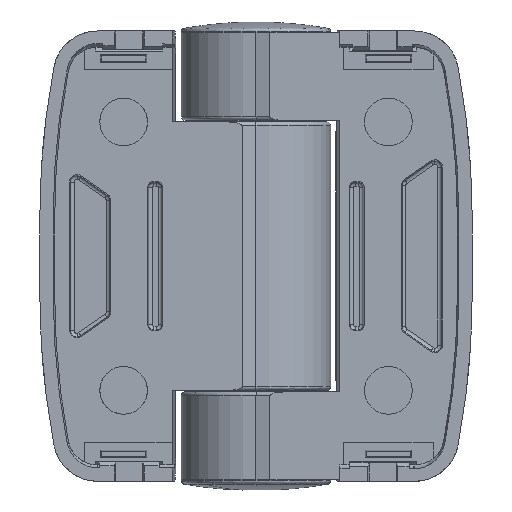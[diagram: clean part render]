
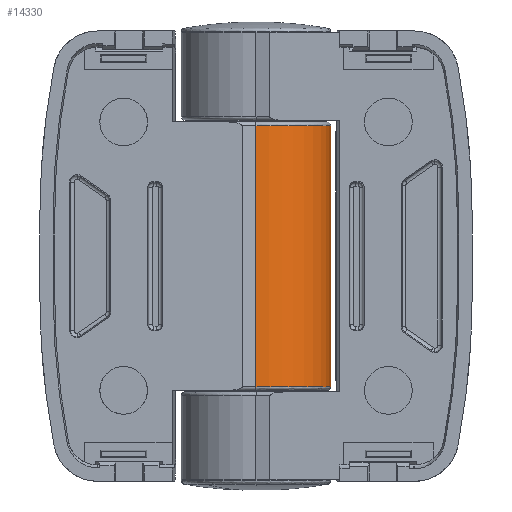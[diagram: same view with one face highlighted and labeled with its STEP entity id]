
A CAD part, front view. The second image highlights one B-rep face of the part: STEP entity #14330.
In plain terms, the highlighted cylindrical face has radius 10 mm (diameter 20 mm), a partial arc.
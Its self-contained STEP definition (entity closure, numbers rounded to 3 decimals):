
#285 = FACE_OUTER_BOUND ( 'NONE', #23075, .T. ) ;
#519 = EDGE_CURVE ( 'NONE', #17654, #19891, #6506, .T. ) ;
#637 = CARTESIAN_POINT ( 'NONE',  ( 10., 0., -17.5 ) ) ;
#1097 = ORIENTED_EDGE ( 'NONE', *, *, #24149, .T. ) ;
#1154 = CIRCLE ( 'NONE', #20945, 10. ) ;
#1170 = CARTESIAN_POINT ( 'NONE',  ( 0., 0., -30. ) ) ;
#1508 = CIRCLE ( 'NONE', #18942, 10. ) ;
#1605 = DIRECTION ( 'NONE',  ( 0., 0., -1. ) ) ;
#2340 = CARTESIAN_POINT ( 'NONE',  ( 0., 0., -17.5 ) ) ;
#2482 = ORIENTED_EDGE ( 'NONE', *, *, #2984, .T. ) ;
#2984 = EDGE_CURVE ( 'NONE', #19873, #13646, #1154, .T. ) ;
#3170 = VERTEX_POINT ( 'NONE', #21785 ) ;
#3876 = CARTESIAN_POINT ( 'NONE',  ( -10., -0.034, 17.185 ) ) ;
#4472 = ORIENTED_EDGE ( 'NONE', *, *, #519, .T. ) ;
#4477 = DIRECTION ( 'NONE',  ( 0., 0., -1. ) ) ;
#6014 = DIRECTION ( 'NONE',  ( 0., -1., 0. ) ) ;
#6488 = CARTESIAN_POINT ( 'NONE',  ( -10., -0.051, 17.5 ) ) ;
#6506 = B_SPLINE_CURVE_WITH_KNOTS ( 'NONE', 3,
 ( #6611, #19665, #14070, #17736, #6537 ),
 .UNSPECIFIED., .F., .F.,
 ( 4, 1, 4 ),
 ( 0., 0.5, 1. ),
 .UNSPECIFIED. ) ;
#6537 = CARTESIAN_POINT ( 'NONE',  ( -10., 0., 16.556 ) ) ;
#6611 = CARTESIAN_POINT ( 'NONE',  ( -10., 0., -16.556 ) ) ;
#7523 = CARTESIAN_POINT ( 'NONE',  ( -10., -0.051, -17.5 ) ) ;
#7536 = VERTEX_POINT ( 'NONE', #15425 ) ;
#8310 = AXIS2_PLACEMENT_3D ( 'NONE', #14585, #4477, #8667 ) ;
#8667 = DIRECTION ( 'NONE',  ( 0., -1., 0. ) ) ;
#9014 = ORIENTED_EDGE ( 'NONE', *, *, #21417, .T. ) ;
#9092 = CARTESIAN_POINT ( 'NONE',  ( -10., -0.017, -16.871 ) ) ;
#9231 = AXIS2_PLACEMENT_3D ( 'NONE', #1170, #12654, #14512 ) ;
#9360 = CIRCLE ( 'NONE', #8310, 10. ) ;
#9591 = CIRCLE ( 'NONE', #13142, 10. ) ;
#10052 = VERTEX_POINT ( 'NONE', #637 ) ;
#10405 = EDGE_CURVE ( 'NONE', #19891, #19873, #15366, .T. ) ;
#11276 = CARTESIAN_POINT ( 'NONE',  ( 0., -10., -30. ) ) ;
#11381 = CARTESIAN_POINT ( 'NONE',  ( -10., 0., 16.556 ) ) ;
#11855 = CARTESIAN_POINT ( 'NONE',  ( 0., 0., -17.5 ) ) ;
#12313 = CIRCLE ( 'NONE', #14034, 10. ) ;
#12654 = DIRECTION ( 'NONE',  ( 0., 0., 1. ) ) ;
#13142 = AXIS2_PLACEMENT_3D ( 'NONE', #2340, #23174, #21282 ) ;
#13579 = CARTESIAN_POINT ( 'NONE',  ( 0., 0., 17.5 ) ) ;
#13646 = VERTEX_POINT ( 'NONE', #21681 ) ;
#13680 = DIRECTION ( 'NONE',  ( 0., -1., 0. ) ) ;
#13743 = VECTOR ( 'NONE', #1605, 1000. ) ;
#14034 = AXIS2_PLACEMENT_3D ( 'NONE', #11855, #23269, #6014 ) ;
#14070 = CARTESIAN_POINT ( 'NONE',  ( -9.981, 0.582, 0. ) ) ;
#14330 = ADVANCED_FACE ( 'NONE', ( #285 ), #19016, .T. ) ;
#14512 = DIRECTION ( 'NONE',  ( 0., -1., 0. ) ) ;
#14585 = CARTESIAN_POINT ( 'NONE',  ( 0., 0., 17.5 ) ) ;
#15104 = CARTESIAN_POINT ( 'NONE',  ( 0., -10., 17.5 ) ) ;
#15223 = CARTESIAN_POINT ( 'NONE',  ( -10., -0.017, 16.871 ) ) ;
#15239 = VERTEX_POINT ( 'NONE', #16679 ) ;
#15366 = B_SPLINE_CURVE_WITH_KNOTS ( 'NONE', 3,
 ( #11381, #15223, #3876, #19070 ),
 .UNSPECIFIED., .F., .F.,
 ( 4, 4 ),
 ( 0., 1. ),
 .UNSPECIFIED. ) ;
#15425 = CARTESIAN_POINT ( 'NONE',  ( -10., -0.051, -17.5 ) ) ;
#16133 = ORIENTED_EDGE ( 'NONE', *, *, #10405, .T. ) ;
#16435 = EDGE_CURVE ( 'NONE', #3170, #7536, #12313, .T. ) ;
#16679 = CARTESIAN_POINT ( 'NONE',  ( 0., -10., -17.5 ) ) ;
#16901 = EDGE_CURVE ( 'NONE', #13646, #20069, #9360, .T. ) ;
#17103 = CARTESIAN_POINT ( 'NONE',  ( -10., 0., -16.556 ) ) ;
#17620 = ORIENTED_EDGE ( 'NONE', *, *, #16435, .T. ) ;
#17654 = VERTEX_POINT ( 'NONE', #17103 ) ;
#17736 = CARTESIAN_POINT ( 'NONE',  ( -10., 0.291, 11.037 ) ) ;
#17765 = CARTESIAN_POINT ( 'NONE',  ( -10., 0., 16.556 ) ) ;
#17813 = DIRECTION ( 'NONE',  ( 0., -1., 0. ) ) ;
#18028 = B_SPLINE_CURVE_WITH_KNOTS ( 'NONE', 3,
 ( #7523, #18823, #9092, #22393 ),
 .UNSPECIFIED., .F., .F.,
 ( 4, 4 ),
 ( 0., 1. ),
 .UNSPECIFIED. ) ;
#18823 = CARTESIAN_POINT ( 'NONE',  ( -10., -0.034, -17.185 ) ) ;
#18942 = AXIS2_PLACEMENT_3D ( 'NONE', #23090, #21113, #13680 ) ;
#19016 = CYLINDRICAL_SURFACE ( 'NONE', #9231, 10. ) ;
#19070 = CARTESIAN_POINT ( 'NONE',  ( -10., -0.051, 17.5 ) ) ;
#19149 = EDGE_CURVE ( 'NONE', #7536, #17654, #18028, .T. ) ;
#19425 = LINE ( 'NONE', #11276, #13743 ) ;
#19665 = CARTESIAN_POINT ( 'NONE',  ( -10., 0.291, -11.037 ) ) ;
#19873 = VERTEX_POINT ( 'NONE', #6488 ) ;
#19891 = VERTEX_POINT ( 'NONE', #17765 ) ;
#20069 = VERTEX_POINT ( 'NONE', #15104 ) ;
#20443 = ORIENTED_EDGE ( 'NONE', *, *, #24234, .T. ) ;
#20945 = AXIS2_PLACEMENT_3D ( 'NONE', #13579, #21246, #17813 ) ;
#20988 = ORIENTED_EDGE ( 'NONE', *, *, #19149, .T. ) ;
#21113 = DIRECTION ( 'NONE',  ( 0., 0., 1. ) ) ;
#21246 = DIRECTION ( 'NONE',  ( 0., 0., -1. ) ) ;
#21282 = DIRECTION ( 'NONE',  ( 0., -1., 0. ) ) ;
#21417 = EDGE_CURVE ( 'NONE', #10052, #3170, #1508, .T. ) ;
#21681 = CARTESIAN_POINT ( 'NONE',  ( -10., 0., 17.5 ) ) ;
#21785 = CARTESIAN_POINT ( 'NONE',  ( -10., 0., -17.5 ) ) ;
#22393 = CARTESIAN_POINT ( 'NONE',  ( -10., 0., -16.556 ) ) ;
#23075 = EDGE_LOOP ( 'NONE', ( #4472, #16133, #2482, #23599, #1097, #20443, #9014, #17620, #20988 ) ) ;
#23090 = CARTESIAN_POINT ( 'NONE',  ( 0., 0., -17.5 ) ) ;
#23174 = DIRECTION ( 'NONE',  ( 0., 0., 1. ) ) ;
#23269 = DIRECTION ( 'NONE',  ( 0., 0., 1. ) ) ;
#23599 = ORIENTED_EDGE ( 'NONE', *, *, #16901, .T. ) ;
#24149 = EDGE_CURVE ( 'NONE', #20069, #15239, #19425, .T. ) ;
#24234 = EDGE_CURVE ( 'NONE', #15239, #10052, #9591, .T. ) ;
